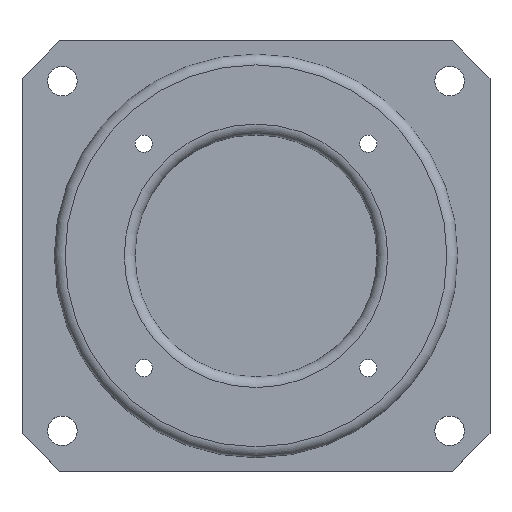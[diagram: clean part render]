
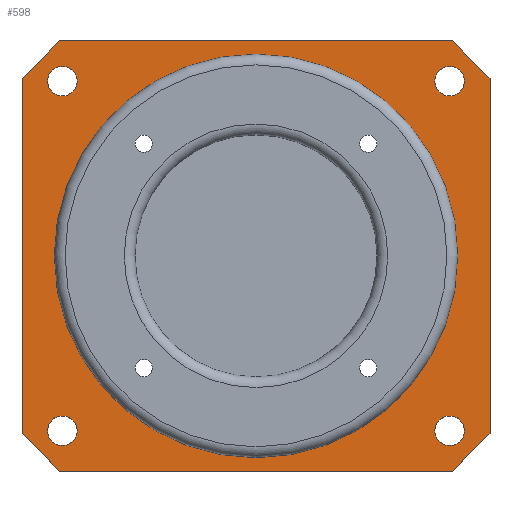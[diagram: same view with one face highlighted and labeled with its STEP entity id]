
A CAD part, top view. The second image highlights one B-rep face of the part: STEP entity #598.
In plain terms, the highlighted planar face has unit normal (0, 0, 1).
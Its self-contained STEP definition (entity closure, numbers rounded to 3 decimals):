
#48=FACE_BOUND('',#145,.T.);
#49=FACE_BOUND('',#146,.T.);
#50=FACE_BOUND('',#147,.T.);
#51=FACE_BOUND('',#148,.T.);
#52=FACE_BOUND('',#149,.T.);
#59=PLANE('',#681);
#91=FACE_OUTER_BOUND('',#144,.T.);
#144=EDGE_LOOP('',(#510,#511,#512,#513,#514,#515,#516,#517));
#145=EDGE_LOOP('',(#518));
#146=EDGE_LOOP('',(#519));
#147=EDGE_LOOP('',(#520));
#148=EDGE_LOOP('',(#521));
#149=EDGE_LOOP('',(#522));
#185=LINE('',#1009,#227);
#186=LINE('',#1011,#228);
#187=LINE('',#1013,#229);
#188=LINE('',#1015,#230);
#189=LINE('',#1017,#231);
#190=LINE('',#1019,#232);
#191=LINE('',#1021,#233);
#192=LINE('',#1022,#234);
#227=VECTOR('',#835,10.);
#228=VECTOR('',#836,10.);
#229=VECTOR('',#837,10.);
#230=VECTOR('',#838,10.);
#231=VECTOR('',#839,10.);
#232=VECTOR('',#840,10.);
#233=VECTOR('',#841,10.);
#234=VECTOR('',#842,10.);
#276=CIRCLE('',#671,37.5);
#280=CIRCLE('',#682,2.75);
#281=CIRCLE('',#683,2.75);
#282=CIRCLE('',#684,2.75);
#283=CIRCLE('',#685,2.75);
#320=VERTEX_POINT('',#987);
#323=VERTEX_POINT('',#1007);
#324=VERTEX_POINT('',#1008);
#325=VERTEX_POINT('',#1010);
#326=VERTEX_POINT('',#1012);
#327=VERTEX_POINT('',#1014);
#328=VERTEX_POINT('',#1016);
#329=VERTEX_POINT('',#1018);
#330=VERTEX_POINT('',#1020);
#331=VERTEX_POINT('',#1023);
#332=VERTEX_POINT('',#1025);
#333=VERTEX_POINT('',#1027);
#334=VERTEX_POINT('',#1029);
#381=EDGE_CURVE('',#320,#320,#276,.T.);
#390=EDGE_CURVE('',#323,#324,#185,.T.);
#391=EDGE_CURVE('',#324,#325,#186,.T.);
#392=EDGE_CURVE('',#325,#326,#187,.T.);
#393=EDGE_CURVE('',#326,#327,#188,.T.);
#394=EDGE_CURVE('',#327,#328,#189,.T.);
#395=EDGE_CURVE('',#328,#329,#190,.T.);
#396=EDGE_CURVE('',#329,#330,#191,.T.);
#397=EDGE_CURVE('',#330,#323,#192,.T.);
#398=EDGE_CURVE('',#331,#331,#280,.T.);
#399=EDGE_CURVE('',#332,#332,#281,.T.);
#400=EDGE_CURVE('',#333,#333,#282,.T.);
#401=EDGE_CURVE('',#334,#334,#283,.T.);
#510=ORIENTED_EDGE('',*,*,#390,.T.);
#511=ORIENTED_EDGE('',*,*,#391,.T.);
#512=ORIENTED_EDGE('',*,*,#392,.T.);
#513=ORIENTED_EDGE('',*,*,#393,.T.);
#514=ORIENTED_EDGE('',*,*,#394,.T.);
#515=ORIENTED_EDGE('',*,*,#395,.T.);
#516=ORIENTED_EDGE('',*,*,#396,.T.);
#517=ORIENTED_EDGE('',*,*,#397,.T.);
#518=ORIENTED_EDGE('',*,*,#398,.T.);
#519=ORIENTED_EDGE('',*,*,#399,.T.);
#520=ORIENTED_EDGE('',*,*,#400,.T.);
#521=ORIENTED_EDGE('',*,*,#401,.T.);
#522=ORIENTED_EDGE('',*,*,#381,.T.);
#598=ADVANCED_FACE('',(#91,#48,#49,#50,#51,#52),#59,.T.);
#671=AXIS2_PLACEMENT_3D('',#989,#808,#809);
#681=AXIS2_PLACEMENT_3D('',#1006,#833,#834);
#682=AXIS2_PLACEMENT_3D('',#1024,#843,#844);
#683=AXIS2_PLACEMENT_3D('',#1026,#845,#846);
#684=AXIS2_PLACEMENT_3D('',#1028,#847,#848);
#685=AXIS2_PLACEMENT_3D('',#1030,#849,#850);
#808=DIRECTION('center_axis',(0.,0.,-1.));
#809=DIRECTION('ref_axis',(-1.,0.,0.));
#833=DIRECTION('center_axis',(0.,0.,1.));
#834=DIRECTION('ref_axis',(1.,0.,0.));
#835=DIRECTION('',(1.,0.,0.));
#836=DIRECTION('',(0.707,0.707,0.));
#837=DIRECTION('',(0.,1.,0.));
#838=DIRECTION('',(-0.707,0.707,0.));
#839=DIRECTION('',(-1.,0.,0.));
#840=DIRECTION('',(-0.707,-0.707,0.));
#841=DIRECTION('',(0.,-1.,0.));
#842=DIRECTION('',(0.707,-0.707,0.));
#843=DIRECTION('center_axis',(0.,0.,-1.));
#844=DIRECTION('ref_axis',(1.,0.,0.));
#845=DIRECTION('center_axis',(0.,0.,-1.));
#846=DIRECTION('ref_axis',(1.,0.,0.));
#847=DIRECTION('center_axis',(0.,0.,-1.));
#848=DIRECTION('ref_axis',(1.,0.,0.));
#849=DIRECTION('center_axis',(0.,0.,-1.));
#850=DIRECTION('ref_axis',(1.,0.,0.));
#987=CARTESIAN_POINT('',(37.5,0.,4.));
#989=CARTESIAN_POINT('Origin',(0.,0.,4.));
#1006=CARTESIAN_POINT('Origin',(0.,0.,4.));
#1007=CARTESIAN_POINT('',(-36.5,-40.,4.));
#1008=CARTESIAN_POINT('',(36.5,-40.,4.));
#1009=CARTESIAN_POINT('',(-36.5,-40.,4.));
#1010=CARTESIAN_POINT('',(43.5,-33.,4.));
#1011=CARTESIAN_POINT('',(43.5,-33.,4.));
#1012=CARTESIAN_POINT('',(43.5,33.,4.));
#1013=CARTESIAN_POINT('',(43.5,-33.,4.));
#1014=CARTESIAN_POINT('',(36.5,40.,4.));
#1015=CARTESIAN_POINT('',(36.5,40.,4.));
#1016=CARTESIAN_POINT('',(-36.5,40.,4.));
#1017=CARTESIAN_POINT('',(36.5,40.,4.));
#1018=CARTESIAN_POINT('',(-43.5,33.,4.));
#1019=CARTESIAN_POINT('',(-36.5,40.,4.));
#1020=CARTESIAN_POINT('',(-43.5,-33.,4.));
#1021=CARTESIAN_POINT('',(-43.5,33.,4.));
#1022=CARTESIAN_POINT('',(-36.5,-40.,4.));
#1023=CARTESIAN_POINT('',(-38.75,32.5,4.));
#1024=CARTESIAN_POINT('Origin',(-36.,32.5,4.));
#1025=CARTESIAN_POINT('',(33.25,32.5,4.));
#1026=CARTESIAN_POINT('Origin',(36.,32.5,4.));
#1027=CARTESIAN_POINT('',(33.25,-32.5,4.));
#1028=CARTESIAN_POINT('Origin',(36.,-32.5,4.));
#1029=CARTESIAN_POINT('',(-38.75,-32.5,4.));
#1030=CARTESIAN_POINT('Origin',(-36.,-32.5,4.));
